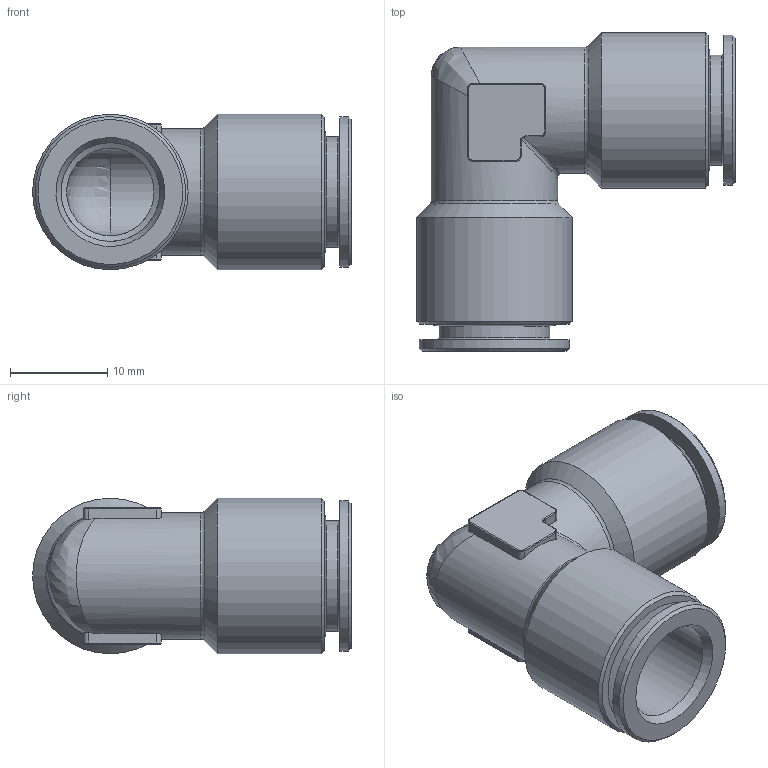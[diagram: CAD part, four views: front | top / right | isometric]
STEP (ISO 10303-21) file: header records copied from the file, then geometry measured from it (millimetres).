
FILE_DESCRIPTION(/* description */ ('STEP AP214'),/* implementation_level */ '2;1');
FILE_NAME(/* name */ 'A0180050',/* time_stamp */ '2023-04-20T12:07:46+02:00',/* author */ ('License CC BY-ND 4.0'),/* organization */ ('CADENAS'),/* preprocessor_version */ 'ST-DEVELOPER v19.3',/* originating_system */ 'PARTsolutions',/* authorisation */ ' ');
FILE_SCHEMA (('AUTOMOTIVE_DESIGN {1 0 10303 214 3 1 1}'));
Length unit declared in the file: millimetre
Products named in the file (1): A0180050
Bounding box: 32.8 x 32.8 x 16 mm (x, y, z)
Volume: 4511.4 mm3; surface area: 4387.5 mm2
Topology: 1 solids, 1 shells, 87 faces, 209 edges, 126 vertices
Faces by surface type: cylinder 36, plane 20, torus 14, cone 14, bspline 2, sphere 1
Full cylindrical faces by diameter (mm): 9 x2, 10.15 x2, 11.4 x2, 13 x2, 15.5 x2, 16 x2
Entity records: 2553 total; most frequent: CARTESIAN_POINT 691, DIRECTION 402, ORIENTED_EDGE 334, AXIS2_PLACEMENT_3D 173, EDGE_CURVE 167, EDGE_LOOP 121, FACE_BOUND 121, VERTEX_POINT 114
